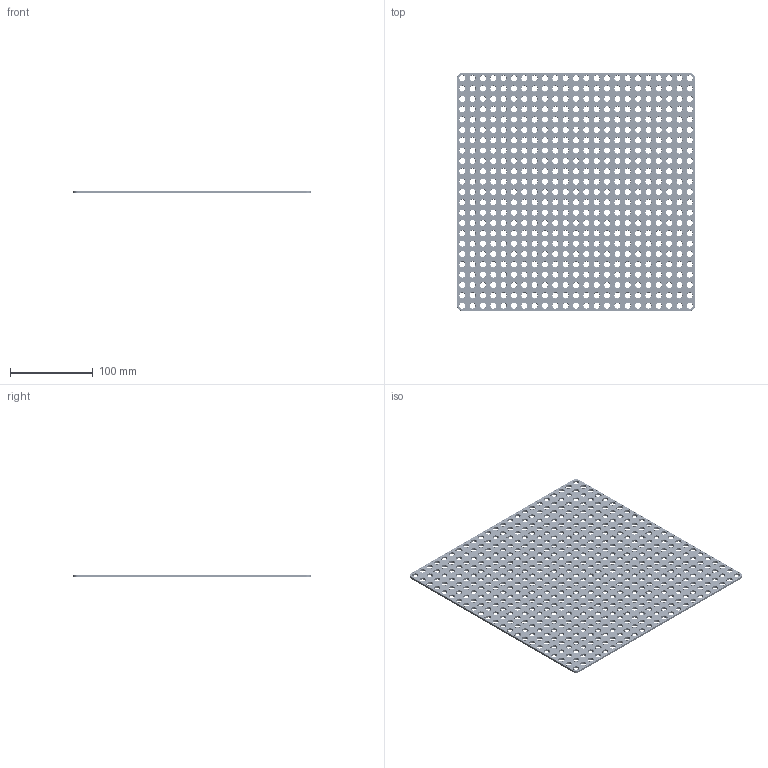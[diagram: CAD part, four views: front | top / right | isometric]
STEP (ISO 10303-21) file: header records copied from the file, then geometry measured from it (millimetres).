
FILE_DESCRIPTION(('FreeCAD Model'),'2;1');
FILE_NAME('Open CASCADE Shape Model','2024-01-31T15:20:56',(''),(''), 'Open CASCADE STEP processor 7.6','FreeCAD','Unknown');
FILE_SCHEMA(('AUTOMOTIVE_DESIGN { 1 0 10303 214 1 1 1 1 }'));
Products named in the file (1): Plate SQR CRNR BU23x00.25 - SPN-PLT-0058 (stemfie.org)
Bounding box: 287.5 x 287.5 x 3.12 mm (x, y, z)
Volume: 184155.4 mm3; surface area: 163363 mm2
Topology: 1 solids, 1 shells, 3150 faces, 6681 edges, 4096 vertices
Faces by surface type: cylinder 1066, cone 1066, plane 848, extrusion 170
Full cylindrical faces by diameter (mm): 7 x529, 9.2 x529
Entity records: 177590 total; most frequent: CARTESIAN_POINT 37340, DIRECTION 26931, VECTOR 13499, ORIENTED_EDGE 13362, PCURVE 13362, DEFINITIONAL_REPRESENTATION 13362, LINE 13329, EDGE_CURVE 6681
